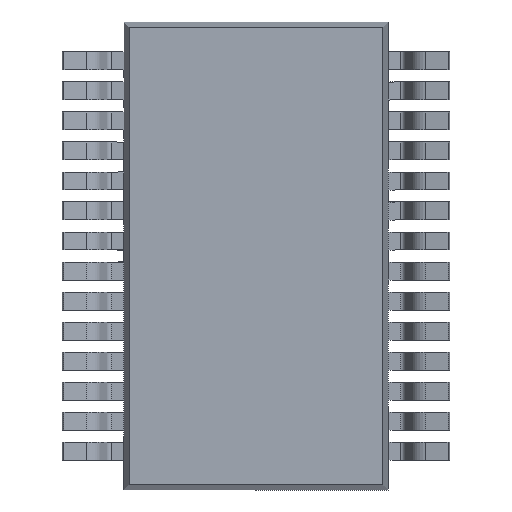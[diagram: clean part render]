
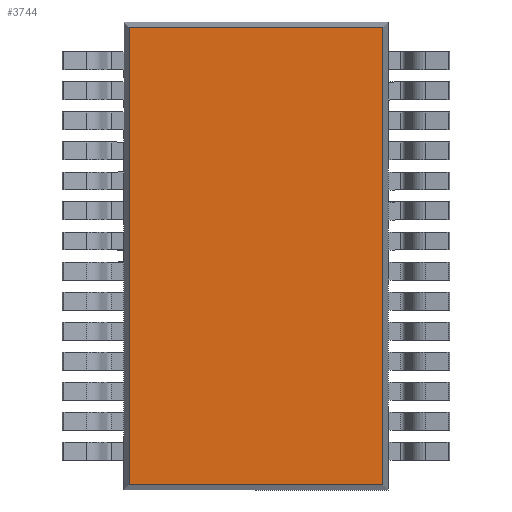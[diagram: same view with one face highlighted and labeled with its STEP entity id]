
A CAD part, front view. The second image highlights one B-rep face of the part: STEP entity #3744.
In plain terms, the highlighted planar face has unit normal (0, -1, 0).
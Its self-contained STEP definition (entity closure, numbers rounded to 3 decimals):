
#3733 = VERTEX_POINT ( 'NONE', #13705 ) ;
#3736 = ORIENTED_EDGE ( 'NONE', *, *, #3815, .T. ) ;
#3742 = VERTEX_POINT ( 'NONE', #13749 ) ;
#3744 = ADVANCED_FACE ( 'NONE', ( #13743 ), #13788, .T. ) ;
#3745 = VERTEX_POINT ( 'NONE', #13783 ) ;
#3778 = EDGE_CURVE ( 'NONE', #3742, #3745, #13851, .T. ) ;
#3784 = EDGE_LOOP ( 'NONE', ( #3861, #3736, #3817, #3862 ) ) ;
#3815 = EDGE_CURVE ( 'NONE', #3745, #3816, #13938, .T. ) ;
#3816 = VERTEX_POINT ( 'NONE', #13934 ) ;
#3817 = ORIENTED_EDGE ( 'NONE', *, *, #3818, .T. ) ;
#3818 = EDGE_CURVE ( 'NONE', #3816, #3733, #13988, .T. ) ;
#3861 = ORIENTED_EDGE ( 'NONE', *, *, #3778, .T. ) ;
#3862 = ORIENTED_EDGE ( 'NONE', *, *, #3863, .T. ) ;
#3863 = EDGE_CURVE ( 'NONE', #3733, #3742, #14032, .T. ) ;
#13705 = CARTESIAN_POINT ( 'NONE',  ( -2.11, 0.15, -3.81 ) ) ;
#13743 = FACE_OUTER_BOUND ( 'NONE', #3784, .T. ) ;
#13749 = CARTESIAN_POINT ( 'NONE',  ( 2.11, 0.15, -3.81 ) ) ;
#13783 = CARTESIAN_POINT ( 'NONE',  ( 2.11, 0.15, 3.81 ) ) ;
#13784 = DIRECTION ( 'NONE',  ( 0., 0., -1. ) ) ;
#13785 = DIRECTION ( 'NONE',  ( 0., -1., 0. ) ) ;
#13786 = CARTESIAN_POINT ( 'NONE',  ( -2.2, 0.15, -3.9 ) ) ;
#13787 = AXIS2_PLACEMENT_3D ( 'NONE', #13786, #13785, #13784 ) ;
#13788 = PLANE ( 'NONE',  #13787 ) ;
#13848 = DIRECTION ( 'NONE',  ( 0., 0., 1. ) ) ;
#13849 = VECTOR ( 'NONE', #13848, 1000. ) ;
#13850 = CARTESIAN_POINT ( 'NONE',  ( 2.11, 0.15, 3.9 ) ) ;
#13851 = LINE ( 'NONE', #13850, #13849 ) ;
#13934 = CARTESIAN_POINT ( 'NONE',  ( -2.11, 0.15, 3.81 ) ) ;
#13935 = DIRECTION ( 'NONE',  ( -1., 0., 0. ) ) ;
#13936 = VECTOR ( 'NONE', #13935, 1000. ) ;
#13937 = CARTESIAN_POINT ( 'NONE',  ( -2.2, 0.15, 3.81 ) ) ;
#13938 = LINE ( 'NONE', #13937, #13936 ) ;
#13985 = DIRECTION ( 'NONE',  ( 0., 0., -1. ) ) ;
#13986 = VECTOR ( 'NONE', #13985, 1000. ) ;
#13987 = CARTESIAN_POINT ( 'NONE',  ( -2.11, 0.15, -3.9 ) ) ;
#13988 = LINE ( 'NONE', #13987, #13986 ) ;
#14028 = DIRECTION ( 'NONE',  ( 1., 0., 0. ) ) ;
#14029 = VECTOR ( 'NONE', #14028, 1000. ) ;
#14030 = CARTESIAN_POINT ( 'NONE',  ( 2.2, 0.15, -3.81 ) ) ;
#14032 = LINE ( 'NONE', #14030, #14029 ) ;
